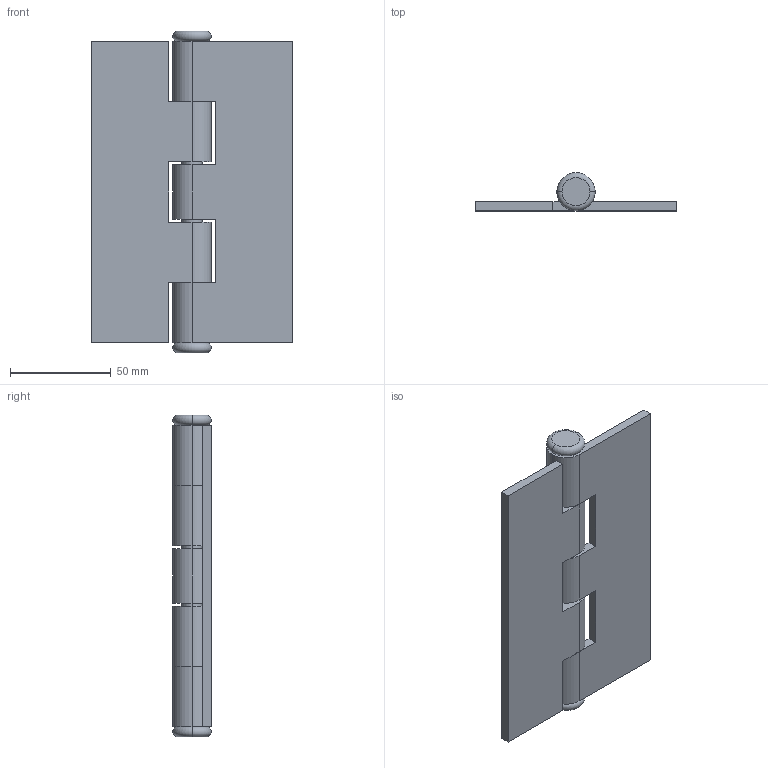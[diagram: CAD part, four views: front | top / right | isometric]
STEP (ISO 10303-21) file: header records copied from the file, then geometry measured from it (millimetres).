
FILE_DESCRIPTION (( 'STEP AP203' ), '1' );
FILE_NAME ('B-802-1.STEP', '2008-12-15T08:00:40', ( ' ' ), ( ' ' ), 'SwSTEP 2.0', 'SolidWorks 2007', '' );
FILE_SCHEMA (( 'CONFIG_CONTROL_DESIGN' ));
Length unit declared in the file: millimetre
Products named in the file (4): B-802-1僸儞僕A__棉太倌; B-802-1; B-802-1僸儞僕B__棉太倌; B-802-1僔儍僼僩__棉太倌
Assembly tree (3 placements, depth 2):
  B-802-1
    B-802-1僔儍僼僩__棉太倌
    B-802-1僸儞僕A__棉太倌
    B-802-1僸儞僕B__棉太倌
Bounding box: 100 x 19 x 160 mm (x, y, z)
Volume: 100256 mm3; surface area: 48327.7 mm2
Topology: 3 solids, 3 shells, 58 faces, 150 edges, 100 vertices
Faces by surface type: cylinder 27, plane 27, torus 4
Entity records: 2234 total; most frequent: DIRECTION 344, CARTESIAN_POINT 314, ORIENTED_EDGE 300, EDGE_CURVE 150, AXIS2_PLACEMENT_3D 130, VERTEX_POINT 100, VECTOR 84, LINE 84
